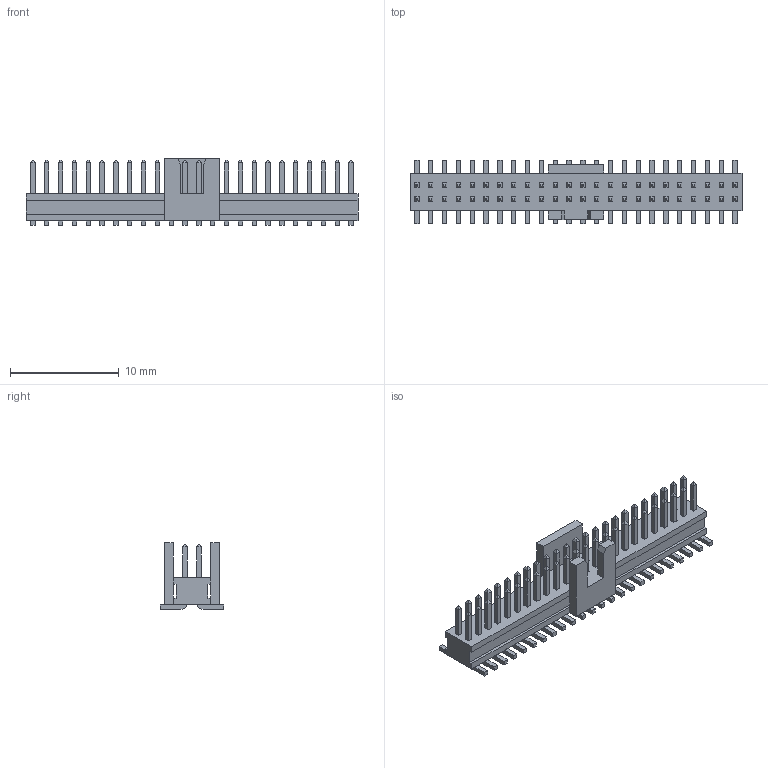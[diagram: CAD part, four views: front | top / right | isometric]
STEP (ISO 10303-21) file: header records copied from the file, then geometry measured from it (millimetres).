
FILE_DESCRIPTION(('FreeCAD Model'),'2;1');
FILE_NAME('Open CASCADE Shape Model','2025-02-16T20:01:29',(''),(''), 'Open CASCADE STEP processor 7.8','FreeCAD','Unknown');
FILE_SCHEMA(('AUTOMOTIVE_DESIGN { 1 0 10303 214 1 1 1 1 }'));
Length unit declared in the file: millimetre
Products named in the file (4): FTSH-124-01-L-DV-K; FTSH-124-01-L-DV-K_body; FTSH-124-01-L-DV-K_pins1; FTSH-124-01-L-DV-K_pins2
Assembly tree (3 placements, depth 2):
  FTSH-124-01-L-DV-K
    FTSH-124-01-L-DV-K_body
    FTSH-124-01-L-DV-K_pins1
    FTSH-124-01-L-DV-K_pins2
Bounding box: 30.48 x 5.84 x 6.12 mm (x, y, z)
Volume: 390.6 mm3; surface area: 1467 mm2
Topology: 3 solids, 3 shells, 1006 faces, 2784 edges, 1788 vertices
Faces by surface type: plane 958, cylinder 48
Entity records: 31493 total; most frequent: CARTESIAN_POINT 5582, ORIENTED_EDGE 5568, DIRECTION 4900, EDGE_CURVE 2784, LINE 2688, VECTOR 2688, VERTEX_POINT 1788, AXIS2_PLACEMENT_3D 1106
